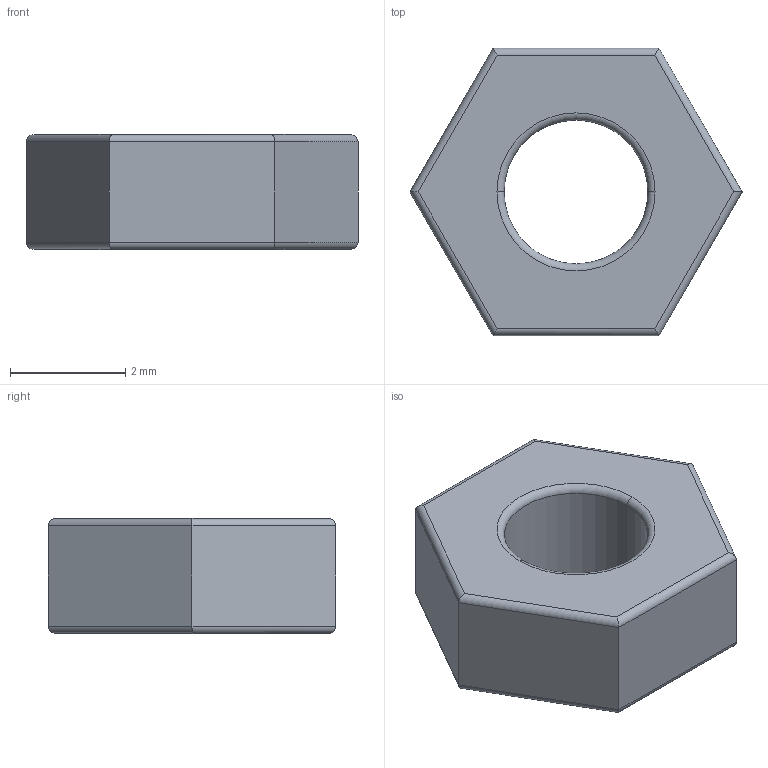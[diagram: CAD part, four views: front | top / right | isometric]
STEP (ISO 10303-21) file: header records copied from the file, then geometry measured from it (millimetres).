
FILE_DESCRIPTION (( 'STEP AP203' ), '1' );
FILE_NAME ('13-016899.step', '2022-02-23T08:30:40', ( '' ), ( '' ), 'SwSTEP 2.0', 'SolidWorks 2021', '' );
FILE_SCHEMA (( 'CONFIG_CONTROL_DESIGN' ));
Length unit declared in the file: millimetre
Products named in the file (1): 13-016899
Bounding box: 5.77 x 5 x 2 mm (x, y, z)
Volume: 33.3 mm3; surface area: 81.1 mm2
Topology: 1 solids, 1 shells, 26 faces, 56 edges, 32 vertices
Faces by surface type: cylinder 14, plane 8, torus 4
Entity records: 765 total; most frequent: CARTESIAN_POINT 151, ORIENTED_EDGE 112, DIRECTION 110, EDGE_CURVE 56, AXIS2_PLACEMENT_3D 39, VERTEX_POINT 32, VECTOR 32, LINE 32
